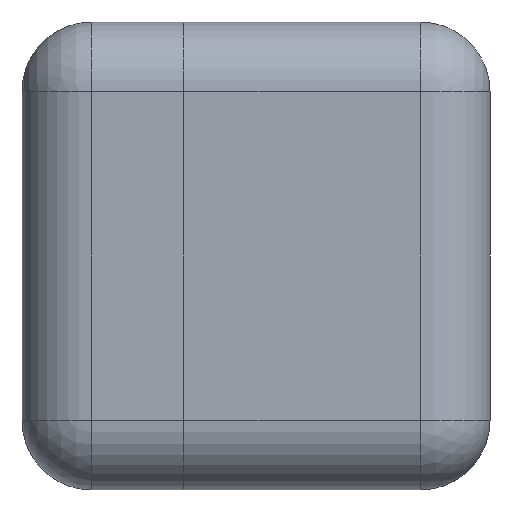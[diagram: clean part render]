
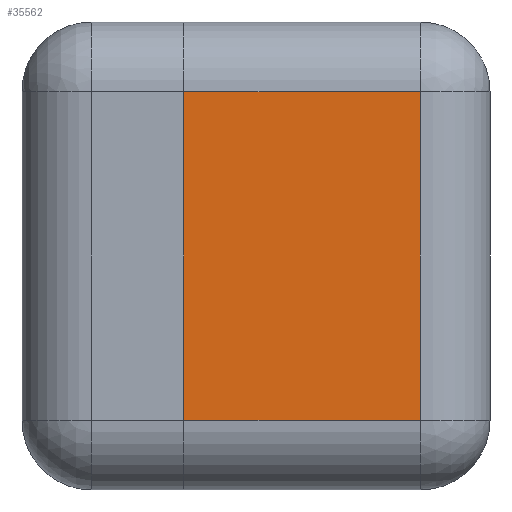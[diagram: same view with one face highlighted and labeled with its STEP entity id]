
A CAD part, left-side view. The second image highlights one B-rep face of the part: STEP entity #35562.
In plain terms, the highlighted planar face has unit normal (-1, 0, 0).
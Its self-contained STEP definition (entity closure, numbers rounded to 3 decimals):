
#1940 = EDGE_CURVE ( 'NONE', #67629, #45716, #28990, .T. ) ;
#3039 = DIRECTION ( 'NONE',  ( 0., -1., 0. ) ) ;
#4042 = VERTEX_POINT ( 'NONE', #23074 ) ;
#5286 = CARTESIAN_POINT ( 'NONE',  ( -699.368, 0., -189.076 ) ) ;
#5666 = PLANE ( 'NONE',  #29240 ) ;
#20149 = VECTOR ( 'NONE', #35520, 1000. ) ;
#23074 = CARTESIAN_POINT ( 'NONE',  ( -699.368, -272.163, 189.076 ) ) ;
#23775 = CARTESIAN_POINT ( 'NONE',  ( -699.368, 0., 189.076 ) ) ;
#24949 = VECTOR ( 'NONE', #55805, 1000. ) ;
#28667 = LINE ( 'NONE', #88211, #20149 ) ;
#28990 = LINE ( 'NONE', #93369, #39266 ) ;
#29240 = AXIS2_PLACEMENT_3D ( 'NONE', #86257, #56478, #63336 ) ;
#33582 = FACE_OUTER_BOUND ( 'NONE', #36316, .T. ) ;
#35311 = CARTESIAN_POINT ( 'NONE',  ( -699.368, -5., 189.076 ) ) ;
#35520 = DIRECTION ( 'NONE',  ( 0., 0., 1. ) ) ;
#35562 = ADVANCED_FACE ( 'NONE', ( #33582 ), #5666, .T. ) ;
#36316 = EDGE_LOOP ( 'NONE', ( #66547, #82337, #66529, #61465 ) ) ;
#39266 = VECTOR ( 'NONE', #3039, 1000. ) ;
#41670 = LINE ( 'NONE', #35311, #24949 ) ;
#45716 = VERTEX_POINT ( 'NONE', #75862 ) ;
#51842 = EDGE_CURVE ( 'NONE', #45716, #4042, #61608, .T. ) ;
#55805 = DIRECTION ( 'NONE',  ( 0., 1., 0. ) ) ;
#56478 = DIRECTION ( 'NONE',  ( -1., 0., 0. ) ) ;
#58669 = VECTOR ( 'NONE', #62098, 1000. ) ;
#61465 = ORIENTED_EDGE ( 'NONE', *, *, #64613, .T. ) ;
#61608 = LINE ( 'NONE', #83552, #58669 ) ;
#62098 = DIRECTION ( 'NONE',  ( 0., 0., 1. ) ) ;
#63336 = DIRECTION ( 'NONE',  ( 0., 0., 1. ) ) ;
#64613 = EDGE_CURVE ( 'NONE', #4042, #90166, #41670, .T. ) ;
#66529 = ORIENTED_EDGE ( 'NONE', *, *, #51842, .T. ) ;
#66547 = ORIENTED_EDGE ( 'NONE', *, *, #84080, .F. ) ;
#67629 = VERTEX_POINT ( 'NONE', #5286 ) ;
#75862 = CARTESIAN_POINT ( 'NONE',  ( -699.368, -272.163, -189.076 ) ) ;
#82337 = ORIENTED_EDGE ( 'NONE', *, *, #1940, .T. ) ;
#83552 = CARTESIAN_POINT ( 'NONE',  ( -699.368, -272.163, 269.076 ) ) ;
#84080 = EDGE_CURVE ( 'NONE', #67629, #90166, #28667, .T. ) ;
#86257 = CARTESIAN_POINT ( 'NONE',  ( -699.368, -5., 269.076 ) ) ;
#88211 = CARTESIAN_POINT ( 'NONE',  ( -699.368, 0., 269.076 ) ) ;
#90166 = VERTEX_POINT ( 'NONE', #23775 ) ;
#93369 = CARTESIAN_POINT ( 'NONE',  ( -699.368, -5., -189.076 ) ) ;
